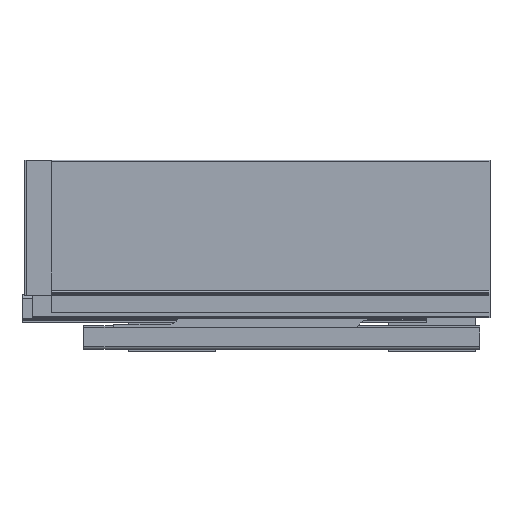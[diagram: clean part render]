
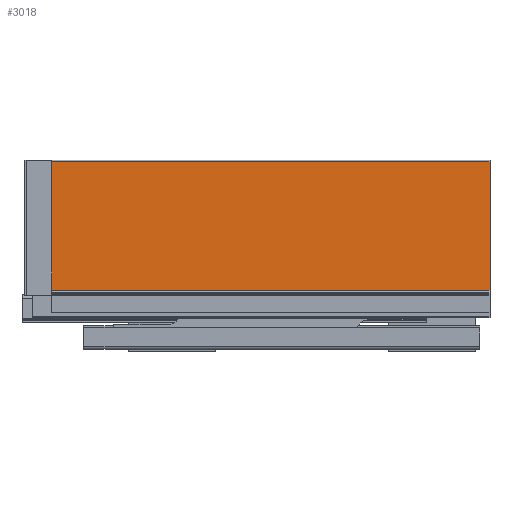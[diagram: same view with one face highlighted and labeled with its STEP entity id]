
A CAD part, top view. The second image highlights one B-rep face of the part: STEP entity #3018.
In plain terms, the highlighted planar face has unit normal (0, 0, 1).
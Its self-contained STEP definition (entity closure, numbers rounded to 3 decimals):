
#469 = CARTESIAN_POINT ( 'NONE',  ( -325.5, 116., 14. ) ) ;
#635 = VECTOR ( 'NONE', #1551, 1000. ) ;
#665 = CARTESIAN_POINT ( 'NONE',  ( 0., 116., 14. ) ) ;
#708 = LINE ( 'NONE', #6518, #6276 ) ;
#709 = VECTOR ( 'NONE', #4787, 1000. ) ;
#840 = ORIENTED_EDGE ( 'NONE', *, *, #4619, .F. ) ;
#1002 = FACE_OUTER_BOUND ( 'NONE', #4504, .T. ) ;
#1217 = AXIS2_PLACEMENT_3D ( 'NONE', #2378, #3202, #9029 ) ;
#1551 = DIRECTION ( 'NONE',  ( 0., -1., 0. ) ) ;
#2169 = ORIENTED_EDGE ( 'NONE', *, *, #6949, .T. ) ;
#2378 = CARTESIAN_POINT ( 'NONE',  ( -342., 116., 14. ) ) ;
#3018 = ADVANCED_FACE ( 'NONE', ( #1002 ), #8886, .T. ) ;
#3179 = VERTEX_POINT ( 'NONE', #665 ) ;
#3202 = DIRECTION ( 'NONE',  ( 0., 0., 1. ) ) ;
#3366 = VERTEX_POINT ( 'NONE', #469 ) ;
#3617 = CARTESIAN_POINT ( 'NONE',  ( -325.5, 116., 14. ) ) ;
#4377 = DIRECTION ( 'NONE',  ( 1., 0., 0. ) ) ;
#4444 = LINE ( 'NONE', #9369, #6187 ) ;
#4504 = EDGE_LOOP ( 'NONE', ( #840, #2169, #5492, #5017 ) ) ;
#4619 = EDGE_CURVE ( 'NONE', #3366, #3179, #708, .T. ) ;
#4787 = DIRECTION ( 'NONE',  ( 0., -1., 0. ) ) ;
#5017 = ORIENTED_EDGE ( 'NONE', *, *, #8884, .F. ) ;
#5172 = CARTESIAN_POINT ( 'NONE',  ( -325.5, 20.5, 14. ) ) ;
#5183 = LINE ( 'NONE', #3617, #635 ) ;
#5492 = ORIENTED_EDGE ( 'NONE', *, *, #9013, .T. ) ;
#6187 = VECTOR ( 'NONE', #7343, 1000. ) ;
#6213 = CARTESIAN_POINT ( 'NONE',  ( 0., 116., 14. ) ) ;
#6276 = VECTOR ( 'NONE', #4377, 1000. ) ;
#6518 = CARTESIAN_POINT ( 'NONE',  ( -342., 116., 14. ) ) ;
#6949 = EDGE_CURVE ( 'NONE', #3366, #7418, #5183, .T. ) ;
#7343 = DIRECTION ( 'NONE',  ( 1., 0., 0. ) ) ;
#7418 = VERTEX_POINT ( 'NONE', #5172 ) ;
#7767 = LINE ( 'NONE', #6213, #709 ) ;
#8352 = CARTESIAN_POINT ( 'NONE',  ( 0., 20.5, 14. ) ) ;
#8428 = VERTEX_POINT ( 'NONE', #8352 ) ;
#8884 = EDGE_CURVE ( 'NONE', #3179, #8428, #7767, .T. ) ;
#8886 = PLANE ( 'NONE',  #1217 ) ;
#9013 = EDGE_CURVE ( 'NONE', #7418, #8428, #4444, .T. ) ;
#9029 = DIRECTION ( 'NONE',  ( 0., -1., 0. ) ) ;
#9369 = CARTESIAN_POINT ( 'NONE',  ( 0., 20.5, 14. ) ) ;
